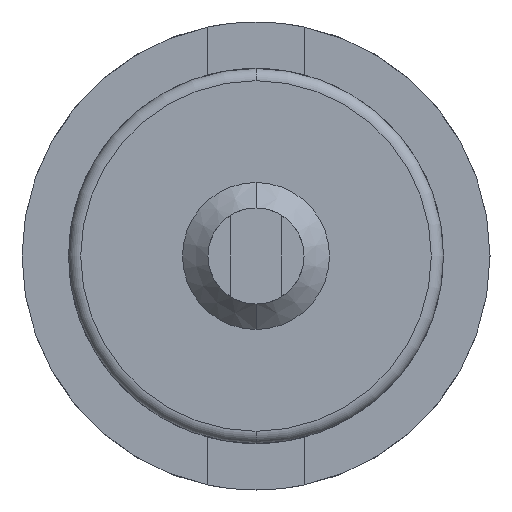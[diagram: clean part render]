
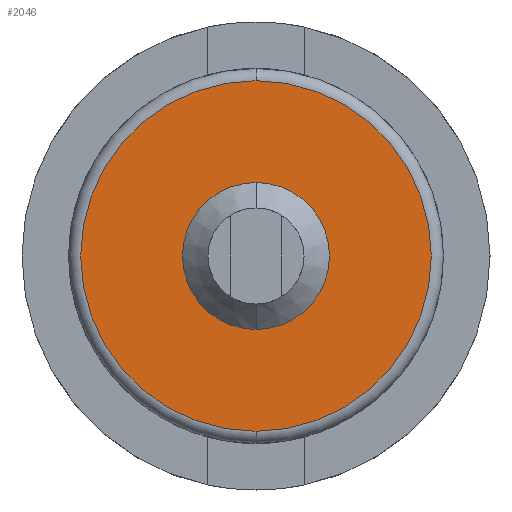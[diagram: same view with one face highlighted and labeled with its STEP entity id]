
A CAD part, front view. The second image highlights one B-rep face of the part: STEP entity #2046.
In plain terms, the highlighted planar face has unit normal (0, -1, 0).
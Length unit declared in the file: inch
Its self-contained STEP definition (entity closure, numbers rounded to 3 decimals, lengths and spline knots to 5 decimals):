
#11 = ORIENTED_EDGE ( 'NONE', *, *, #1276, .T. ) ;
#172 = DIRECTION ( 'NONE',  ( 0., 0., 1. ) ) ;
#173 = VERTEX_POINT ( 'NONE', #1310 ) ;
#215 = CARTESIAN_POINT ( 'NONE',  ( 0.2285, -0.805, 0. ) ) ;
#303 = EDGE_CURVE ( 'NONE', #926, #173, #418, .T. ) ;
#309 = CARTESIAN_POINT ( 'NONE',  ( 0., -0.805, 0. ) ) ;
#362 = CIRCLE ( 'NONE', #684, 0.0895 ) ;
#412 = EDGE_LOOP ( 'NONE', ( #853, #11 ) ) ;
#418 = CIRCLE ( 'NONE', #1786, 0.0895 ) ;
#582 = CIRCLE ( 'NONE', #2023, 0.2135 ) ;
#682 = CARTESIAN_POINT ( 'NONE',  ( 0., -0.805, 0. ) ) ;
#684 = AXIS2_PLACEMENT_3D ( 'NONE', #309, #1588, #1569 ) ;
#692 = DIRECTION ( 'NONE',  ( 0., 1., 0. ) ) ;
#699 = DIRECTION ( 'NONE',  ( 0., 0., 1. ) ) ;
#724 = CARTESIAN_POINT ( 'NONE',  ( 0., -0.805, -0.0895 ) ) ;
#760 = VERTEX_POINT ( 'NONE', #1258 ) ;
#816 = PLANE ( 'NONE',  #1698 ) ;
#853 = ORIENTED_EDGE ( 'NONE', *, *, #1971, .T. ) ;
#926 = VERTEX_POINT ( 'NONE', #724 ) ;
#950 = DIRECTION ( 'NONE',  ( 0., -1., 0. ) ) ;
#1230 = CARTESIAN_POINT ( 'NONE',  ( 0., -0.805, -0.2135 ) ) ;
#1258 = CARTESIAN_POINT ( 'NONE',  ( 0., -0.805, 0.2135 ) ) ;
#1276 = EDGE_CURVE ( 'NONE', #1943, #760, #1631, .T. ) ;
#1310 = CARTESIAN_POINT ( 'NONE',  ( 0., -0.805, 0.0895 ) ) ;
#1311 = DIRECTION ( 'NONE',  ( 0., 0., 1. ) ) ;
#1332 = ORIENTED_EDGE ( 'NONE', *, *, #1513, .T. ) ;
#1481 = DIRECTION ( 'NONE',  ( 0., 0., 1. ) ) ;
#1513 = EDGE_CURVE ( 'NONE', #173, #926, #362, .T. ) ;
#1548 = CARTESIAN_POINT ( 'NONE',  ( 0., -0.805, 0. ) ) ;
#1569 = DIRECTION ( 'NONE',  ( 0., 0., 1. ) ) ;
#1588 = DIRECTION ( 'NONE',  ( 0., 1., 0. ) ) ;
#1626 = FACE_OUTER_BOUND ( 'NONE', #412, .T. ) ;
#1631 = CIRCLE ( 'NONE', #1860, 0.2135 ) ;
#1688 = DIRECTION ( 'NONE',  ( 0., 1., 0. ) ) ;
#1698 = AXIS2_PLACEMENT_3D ( 'NONE', #215, #692, #1481 ) ;
#1714 = CARTESIAN_POINT ( 'NONE',  ( 0., -0.805, 0. ) ) ;
#1786 = AXIS2_PLACEMENT_3D ( 'NONE', #1548, #1688, #699 ) ;
#1860 = AXIS2_PLACEMENT_3D ( 'NONE', #682, #1966, #1311 ) ;
#1881 = EDGE_LOOP ( 'NONE', ( #1332, #1888 ) ) ;
#1888 = ORIENTED_EDGE ( 'NONE', *, *, #303, .T. ) ;
#1937 = FACE_BOUND ( 'NONE', #1881, .T. ) ;
#1943 = VERTEX_POINT ( 'NONE', #1230 ) ;
#1966 = DIRECTION ( 'NONE',  ( 0., -1., 0. ) ) ;
#1971 = EDGE_CURVE ( 'NONE', #760, #1943, #582, .T. ) ;
#2023 = AXIS2_PLACEMENT_3D ( 'NONE', #1714, #950, #172 ) ;
#2046 = ADVANCED_FACE ( 'NONE', ( #1626, #1937 ), #816, .F. ) ;
